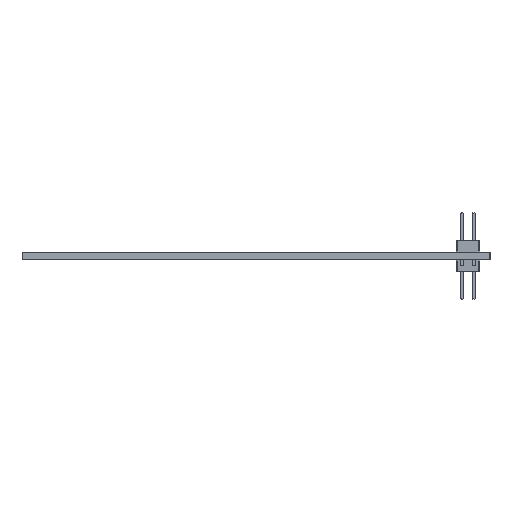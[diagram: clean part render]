
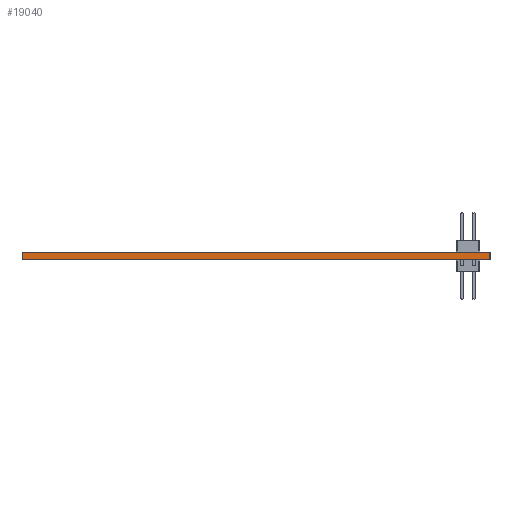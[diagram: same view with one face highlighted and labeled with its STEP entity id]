
A CAD part, left-side view. The second image highlights one B-rep face of the part: STEP entity #19040.
In plain terms, the highlighted planar face has unit normal (-1, 0, 0).
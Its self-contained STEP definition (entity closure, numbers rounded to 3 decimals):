
#19040 = ADVANCED_FACE('',(#19041),#19055,.F.);
#19041 = FACE_BOUND('',#19042,.F.);
#19042 = EDGE_LOOP('',(#19043,#19078,#19106,#19134));
#19043 = ORIENTED_EDGE('',*,*,#19044,.T.);
#19044 = EDGE_CURVE('',#19045,#19047,#19049,.T.);
#19045 = VERTEX_POINT('',#19046);
#19046 = CARTESIAN_POINT('',(106.934,-91.694,0.));
#19047 = VERTEX_POINT('',#19048);
#19048 = CARTESIAN_POINT('',(106.934,-91.694,1.6));
#19049 = SURFACE_CURVE('',#19050,(#19054,#19066),.PCURVE_S1.);
#19050 = LINE('',#19051,#19052);
#19051 = CARTESIAN_POINT('',(106.934,-91.694,0.));
#19052 = VECTOR('',#19053,1.);
#19053 = DIRECTION('',(0.,0.,1.));
#19054 = PCURVE('',#19055,#19060);
#19055 = PLANE('',#19056);
#19056 = AXIS2_PLACEMENT_3D('',#19057,#19058,#19059);
#19057 = CARTESIAN_POINT('',(106.934,-91.694,0.));
#19058 = DIRECTION('',(1.,0.,-0.));
#19059 = DIRECTION('',(0.,-1.,0.));
#19060 = DEFINITIONAL_REPRESENTATION('',(#19061),#19065);
#19061 = LINE('',#19062,#19063);
#19062 = CARTESIAN_POINT('',(0.,0.));
#19063 = VECTOR('',#19064,1.);
#19064 = DIRECTION('',(0.,-1.));
#19065 = ( GEOMETRIC_REPRESENTATION_CONTEXT(2) 
PARAMETRIC_REPRESENTATION_CONTEXT() REPRESENTATION_CONTEXT('2D SPACE',''
  ) );
#19066 = PCURVE('',#19067,#19072);
#19067 = PLANE('',#19068);
#19068 = AXIS2_PLACEMENT_3D('',#19069,#19070,#19071);
#19069 = CARTESIAN_POINT('',(208.026,-91.694,0.));
#19070 = DIRECTION('',(0.,-1.,0.));
#19071 = DIRECTION('',(-1.,0.,0.));
#19072 = DEFINITIONAL_REPRESENTATION('',(#19073),#19077);
#19073 = LINE('',#19074,#19075);
#19074 = CARTESIAN_POINT('',(101.092,0.));
#19075 = VECTOR('',#19076,1.);
#19076 = DIRECTION('',(0.,-1.));
#19077 = ( GEOMETRIC_REPRESENTATION_CONTEXT(2) 
PARAMETRIC_REPRESENTATION_CONTEXT() REPRESENTATION_CONTEXT('2D SPACE',''
  ) );
#19078 = ORIENTED_EDGE('',*,*,#19079,.T.);
#19079 = EDGE_CURVE('',#19047,#19080,#19082,.T.);
#19080 = VERTEX_POINT('',#19081);
#19081 = CARTESIAN_POINT('',(106.934,-192.786,1.6));
#19082 = SURFACE_CURVE('',#19083,(#19087,#19094),.PCURVE_S1.);
#19083 = LINE('',#19084,#19085);
#19084 = CARTESIAN_POINT('',(106.934,-91.694,1.6));
#19085 = VECTOR('',#19086,1.);
#19086 = DIRECTION('',(0.,-1.,0.));
#19087 = PCURVE('',#19055,#19088);
#19088 = DEFINITIONAL_REPRESENTATION('',(#19089),#19093);
#19089 = LINE('',#19090,#19091);
#19090 = CARTESIAN_POINT('',(0.,-1.6));
#19091 = VECTOR('',#19092,1.);
#19092 = DIRECTION('',(1.,0.));
#19093 = ( GEOMETRIC_REPRESENTATION_CONTEXT(2) 
PARAMETRIC_REPRESENTATION_CONTEXT() REPRESENTATION_CONTEXT('2D SPACE',''
  ) );
#19094 = PCURVE('',#19095,#19100);
#19095 = PLANE('',#19096);
#19096 = AXIS2_PLACEMENT_3D('',#19097,#19098,#19099);
#19097 = CARTESIAN_POINT('',(157.48,-142.24,1.6));
#19098 = DIRECTION('',(0.,0.,1.));
#19099 = DIRECTION('',(1.,0.,-0.));
#19100 = DEFINITIONAL_REPRESENTATION('',(#19101),#19105);
#19101 = LINE('',#19102,#19103);
#19102 = CARTESIAN_POINT('',(-50.546,50.546));
#19103 = VECTOR('',#19104,1.);
#19104 = DIRECTION('',(0.,-1.));
#19105 = ( GEOMETRIC_REPRESENTATION_CONTEXT(2) 
PARAMETRIC_REPRESENTATION_CONTEXT() REPRESENTATION_CONTEXT('2D SPACE',''
  ) );
#19106 = ORIENTED_EDGE('',*,*,#19107,.F.);
#19107 = EDGE_CURVE('',#19108,#19080,#19110,.T.);
#19108 = VERTEX_POINT('',#19109);
#19109 = CARTESIAN_POINT('',(106.934,-192.786,0.));
#19110 = SURFACE_CURVE('',#19111,(#19115,#19122),.PCURVE_S1.);
#19111 = LINE('',#19112,#19113);
#19112 = CARTESIAN_POINT('',(106.934,-192.786,0.));
#19113 = VECTOR('',#19114,1.);
#19114 = DIRECTION('',(0.,0.,1.));
#19115 = PCURVE('',#19055,#19116);
#19116 = DEFINITIONAL_REPRESENTATION('',(#19117),#19121);
#19117 = LINE('',#19118,#19119);
#19118 = CARTESIAN_POINT('',(101.092,0.));
#19119 = VECTOR('',#19120,1.);
#19120 = DIRECTION('',(0.,-1.));
#19121 = ( GEOMETRIC_REPRESENTATION_CONTEXT(2) 
PARAMETRIC_REPRESENTATION_CONTEXT() REPRESENTATION_CONTEXT('2D SPACE',''
  ) );
#19122 = PCURVE('',#19123,#19128);
#19123 = PLANE('',#19124);
#19124 = AXIS2_PLACEMENT_3D('',#19125,#19126,#19127);
#19125 = CARTESIAN_POINT('',(106.934,-192.786,0.));
#19126 = DIRECTION('',(0.,1.,0.));
#19127 = DIRECTION('',(1.,0.,0.));
#19128 = DEFINITIONAL_REPRESENTATION('',(#19129),#19133);
#19129 = LINE('',#19130,#19131);
#19130 = CARTESIAN_POINT('',(0.,0.));
#19131 = VECTOR('',#19132,1.);
#19132 = DIRECTION('',(0.,-1.));
#19133 = ( GEOMETRIC_REPRESENTATION_CONTEXT(2) 
PARAMETRIC_REPRESENTATION_CONTEXT() REPRESENTATION_CONTEXT('2D SPACE',''
  ) );
#19134 = ORIENTED_EDGE('',*,*,#19135,.F.);
#19135 = EDGE_CURVE('',#19045,#19108,#19136,.T.);
#19136 = SURFACE_CURVE('',#19137,(#19141,#19148),.PCURVE_S1.);
#19137 = LINE('',#19138,#19139);
#19138 = CARTESIAN_POINT('',(106.934,-91.694,0.));
#19139 = VECTOR('',#19140,1.);
#19140 = DIRECTION('',(0.,-1.,0.));
#19141 = PCURVE('',#19055,#19142);
#19142 = DEFINITIONAL_REPRESENTATION('',(#19143),#19147);
#19143 = LINE('',#19144,#19145);
#19144 = CARTESIAN_POINT('',(0.,0.));
#19145 = VECTOR('',#19146,1.);
#19146 = DIRECTION('',(1.,0.));
#19147 = ( GEOMETRIC_REPRESENTATION_CONTEXT(2) 
PARAMETRIC_REPRESENTATION_CONTEXT() REPRESENTATION_CONTEXT('2D SPACE',''
  ) );
#19148 = PCURVE('',#19149,#19154);
#19149 = PLANE('',#19150);
#19150 = AXIS2_PLACEMENT_3D('',#19151,#19152,#19153);
#19151 = CARTESIAN_POINT('',(157.48,-142.24,0.));
#19152 = DIRECTION('',(0.,0.,1.));
#19153 = DIRECTION('',(1.,0.,-0.));
#19154 = DEFINITIONAL_REPRESENTATION('',(#19155),#19159);
#19155 = LINE('',#19156,#19157);
#19156 = CARTESIAN_POINT('',(-50.546,50.546));
#19157 = VECTOR('',#19158,1.);
#19158 = DIRECTION('',(0.,-1.));
#19159 = ( GEOMETRIC_REPRESENTATION_CONTEXT(2) 
PARAMETRIC_REPRESENTATION_CONTEXT() REPRESENTATION_CONTEXT('2D SPACE',''
  ) );
